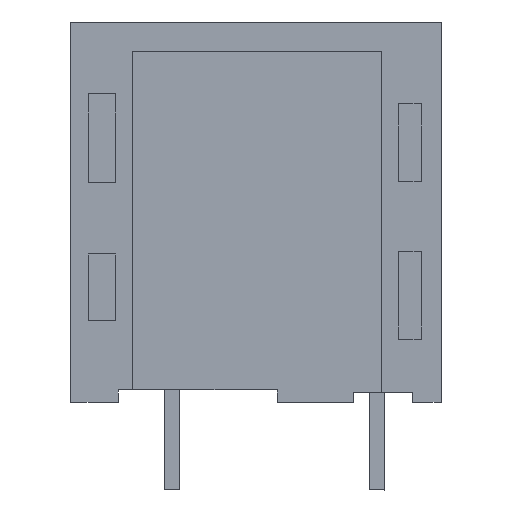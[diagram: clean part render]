
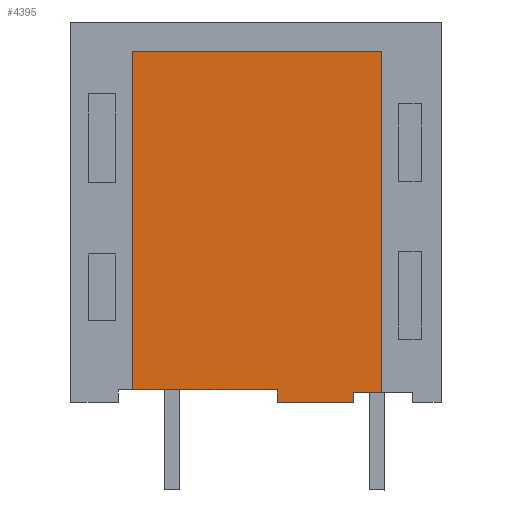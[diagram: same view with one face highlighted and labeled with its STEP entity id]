
A CAD part, left-side view. The second image highlights one B-rep face of the part: STEP entity #4395.
In plain terms, the highlighted planar face has unit normal (-1, 0, 0).
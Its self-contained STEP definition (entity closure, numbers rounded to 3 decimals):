
#4371=AXIS2_PLACEMENT_3D('Plane Axis2P3D',#4368,#4369,#4370) ;
#355=CARTESIAN_POINT('Vertex',(1.1,6.55,4.)) ;
#358=CARTESIAN_POINT('Line Origine',(1.1,9.439,4.)) ;
#362=CARTESIAN_POINT('Vertex',(1.1,12.329,4.)) ;
#389=CARTESIAN_POINT('Line Origine',(1.1,12.329,10.764)) ;
#393=CARTESIAN_POINT('Vertex',(1.1,12.329,17.529)) ;
#418=CARTESIAN_POINT('Vertex',(1.1,2.371,17.529)) ;
#421=CARTESIAN_POINT('Line Origine',(1.1,7.35,17.529)) ;
#439=CARTESIAN_POINT('Line Origine',(1.1,2.371,10.714)) ;
#443=CARTESIAN_POINT('Vertex',(1.1,2.371,3.9)) ;
#468=CARTESIAN_POINT('Vertex',(1.1,3.5,3.9)) ;
#485=CARTESIAN_POINT('Line Origine',(1.1,2.936,3.9)) ;
#4352=CARTESIAN_POINT('Vertex',(1.1,6.55,3.5)) ;
#4355=CARTESIAN_POINT('Line Origine',(1.1,6.55,3.75)) ;
#4368=CARTESIAN_POINT('Axis2P3D Location',(1.1,14.8,0.)) ;
#4373=CARTESIAN_POINT('Line Origine',(1.1,5.025,3.5)) ;
#4377=CARTESIAN_POINT('Vertex',(1.1,3.5,3.5)) ;
#4380=CARTESIAN_POINT('Line Origine',(1.1,3.5,3.7)) ;
#359=DIRECTION('Vector Direction',(0.,1.,0.)) ;
#390=DIRECTION('Vector Direction',(0.,0.,-1.)) ;
#422=DIRECTION('Vector Direction',(0.,-1.,0.)) ;
#440=DIRECTION('Vector Direction',(0.,0.,1.)) ;
#486=DIRECTION('Vector Direction',(0.,-1.,0.)) ;
#4356=DIRECTION('Vector Direction',(0.,0.,1.)) ;
#4369=DIRECTION('Axis2P3D Direction',(-1.,0.,0.)) ;
#4370=DIRECTION('Axis2P3D XDirection',(0.,-1.,0.)) ;
#4374=DIRECTION('Vector Direction',(0.,1.,0.)) ;
#4381=DIRECTION('Vector Direction',(0.,0.,1.)) ;
#360=VECTOR('Line Direction',#359,1.) ;
#391=VECTOR('Line Direction',#390,1.) ;
#423=VECTOR('Line Direction',#422,1.) ;
#441=VECTOR('Line Direction',#440,1.) ;
#487=VECTOR('Line Direction',#486,1.) ;
#4357=VECTOR('Line Direction',#4356,1.) ;
#4375=VECTOR('Line Direction',#4374,1.) ;
#4382=VECTOR('Line Direction',#4381,1.) ;
#4386=ORIENTED_EDGE('',*,*,#364,.F.) ;
#4387=ORIENTED_EDGE('',*,*,#4359,.F.) ;
#4388=ORIENTED_EDGE('',*,*,#4379,.T.) ;
#4389=ORIENTED_EDGE('',*,*,#4384,.T.) ;
#4390=ORIENTED_EDGE('',*,*,#489,.T.) ;
#4391=ORIENTED_EDGE('',*,*,#445,.T.) ;
#4392=ORIENTED_EDGE('',*,*,#425,.T.) ;
#4393=ORIENTED_EDGE('',*,*,#395,.T.) ;
#4395=ADVANCED_FACE('HOUSING',(#4394),#4372,.T.) ;
#364=EDGE_CURVE('',#356,#363,#361,.T.) ;
#395=EDGE_CURVE('',#394,#363,#392,.T.) ;
#425=EDGE_CURVE('',#419,#394,#424,.F.) ;
#445=EDGE_CURVE('',#444,#419,#442,.T.) ;
#489=EDGE_CURVE('',#469,#444,#488,.T.) ;
#4359=EDGE_CURVE('',#4353,#356,#4358,.T.) ;
#4379=EDGE_CURVE('',#4353,#4378,#4376,.F.) ;
#4384=EDGE_CURVE('',#4378,#469,#4383,.T.) ;
#4385=EDGE_LOOP('',(#4386,#4387,#4388,#4389,#4390,#4391,#4392,#4393)) ;
#4394=FACE_OUTER_BOUND('',#4385,.T.) ;
#361=LINE('Line',#358,#360) ;
#392=LINE('Line',#389,#391) ;
#424=LINE('Line',#421,#423) ;
#442=LINE('Line',#439,#441) ;
#488=LINE('Line',#485,#487) ;
#4358=LINE('Line',#4355,#4357) ;
#4376=LINE('Line',#4373,#4375) ;
#4383=LINE('Line',#4380,#4382) ;
#4372=PLANE('',#4371) ;
#356=VERTEX_POINT('',#355) ;
#363=VERTEX_POINT('',#362) ;
#394=VERTEX_POINT('',#393) ;
#419=VERTEX_POINT('',#418) ;
#444=VERTEX_POINT('',#443) ;
#469=VERTEX_POINT('',#468) ;
#4353=VERTEX_POINT('',#4352) ;
#4378=VERTEX_POINT('',#4377) ;
